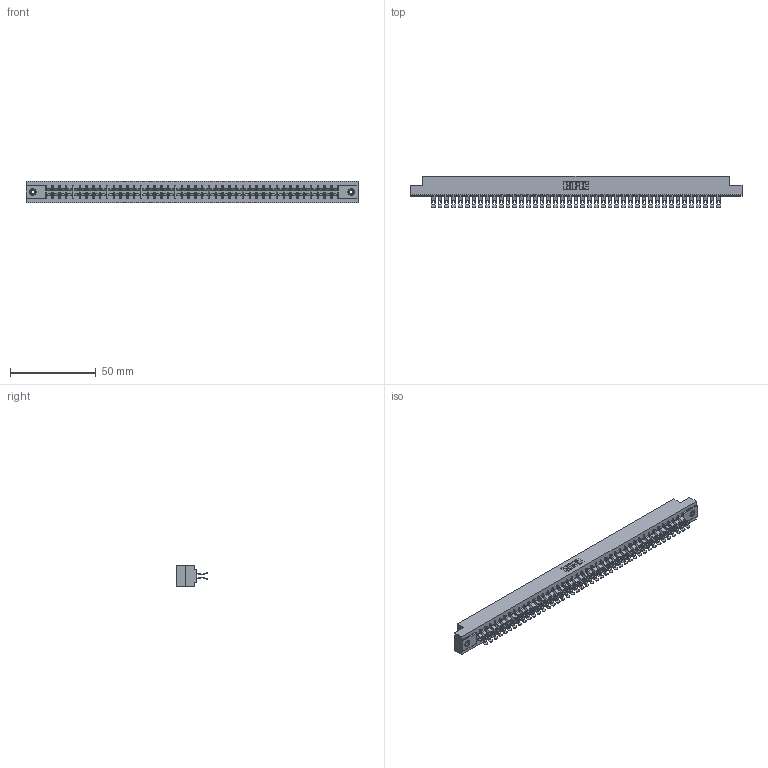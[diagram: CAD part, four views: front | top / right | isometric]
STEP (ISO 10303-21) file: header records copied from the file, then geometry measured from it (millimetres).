
FILE_DESCRIPTION (( 'STEP AP203' ), '1' );
FILE_NAME ('305-086-555-508.STEP', '2019-09-10T13:03:44', ( '' ), ( '' ), 'SwSTEP 2.0', 'SolidWorks 2016', '' );
FILE_SCHEMA (( 'CONFIG_CONTROL_DESIGN' ));
Length unit declared in the file: inch
Products named in the file (4): 305-290-001_555; 305-086-555-508; 305 Part_.156 Dia; 345-250-001_345-250-003-102
Assembly tree (89 placements, depth 2):
  305-086-555-508
    305 Part_.156 Dia
    305-290-001_555  x86
    345-250-001_345-250-003-102  x2
Bounding box: 193.4 x 18.41 x 12.7 mm (x, y, z)
Volume: 19835.4 mm3; surface area: 27848.9 mm2
Topology: 89 solids, 89 shells, 5852 faces, 17437 edges, 11386 vertices
Faces by surface type: plane 2852, cylinder 2812, sphere 172, cone 12, torus 4
Entity records: 48245 total; most frequent: CARTESIAN_POINT 7984, ORIENTED_EDGE 7910, DIRECTION 7727, EDGE_CURVE 3955, VECTOR 3177, LINE 3177, VERTEX_POINT 2516, AXIS2_PLACEMENT_3D 2275
